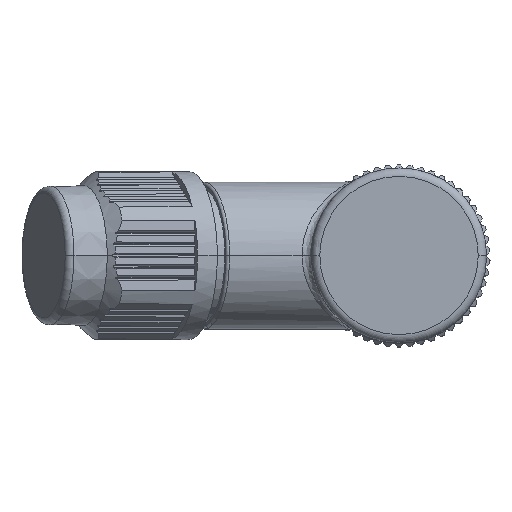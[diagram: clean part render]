
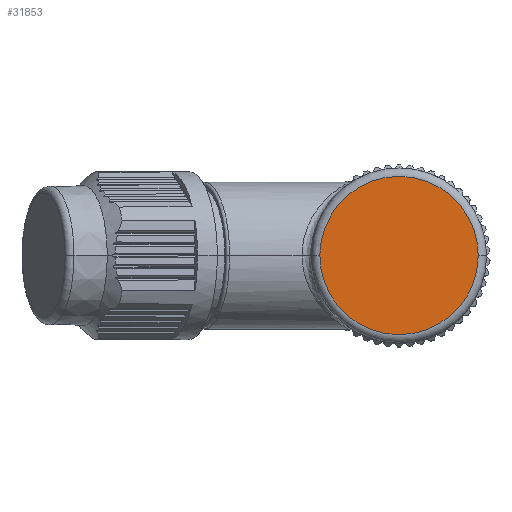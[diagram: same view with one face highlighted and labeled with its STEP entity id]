
A CAD part, top view. The second image highlights one B-rep face of the part: STEP entity #31853.
In plain terms, the highlighted planar face has unit normal (0, 0, 1).
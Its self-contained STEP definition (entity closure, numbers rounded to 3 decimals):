
#12414=CARTESIAN_POINT('',(0.,0.,25.6));
#12415=DIRECTION('',(0.,0.,1.));
#12416=DIRECTION('',(-1.,0.017,0.));
#12417=AXIS2_PLACEMENT_3D('',#12414,#12415,#12416);
#12434=CARTESIAN_POINT('',(0.,0.,25.6));
#12435=DIRECTION('',(0.,0.,-1.));
#12436=DIRECTION('',(1.,-0.017,0.));
#12437=AXIS2_PLACEMENT_3D('',#12434,#12435,#12436);
#12439=CARTESIAN_POINT('',(0.,0.,25.6));
#12440=DIRECTION('',(0.,0.,-1.));
#12441=DIRECTION('',(-1.,0.017,0.));
#12442=AXIS2_PLACEMENT_3D('',#12439,#12440,#12441);
#12444=CARTESIAN_POINT('',(0.,0.,25.6));
#12445=DIRECTION('',(0.,0.,1.));
#12446=DIRECTION('',(1.,-0.017,0.));
#12447=AXIS2_PLACEMENT_3D('',#12444,#12445,#12446);
#19151=CARTESIAN_POINT('',(-5.649,0.095,25.6));
#19152=CARTESIAN_POINT('',(5.65,0.,25.6));
#19153=VERTEX_POINT('',#19151);
#19154=VERTEX_POINT('',#19152);
#19155=CARTESIAN_POINT('',(-5.65,0.,25.6));
#19156=VERTEX_POINT('',#19155);
#19157=CARTESIAN_POINT('',(5.649,-0.095,25.6));
#19158=VERTEX_POINT('',#19157);
#31840=CARTESIAN_POINT('',(0.,0.,25.6));
#31841=DIRECTION('',(0.,0.,1.));
#31842=DIRECTION('',(-1.,0.,0.));
#31843=AXIS2_PLACEMENT_3D('',#31840,#31841,#31842);
#31844=PLANE('',#31843);
#31846=ORIENTED_EDGE('',*,*,#31845,.F.);
#31848=ORIENTED_EDGE('',*,*,#31847,.T.);
#31849=ORIENTED_EDGE('',*,*,#31829,.F.);
#31850=ORIENTED_EDGE('',*,*,#31827,.T.);
#31851=EDGE_LOOP('',(#31846,#31848,#31849,#31850));
#31852=FACE_OUTER_BOUND('',#31851,.F.);
#31853=ADVANCED_FACE('',(#31852),#31844,.T.);
#12418=CIRCLE('',#12417,5.65);
#12438=CIRCLE('',#12437,5.65);
#12443=CIRCLE('',#12442,5.65);
#12448=CIRCLE('',#12447,5.65);
#31827=EDGE_CURVE('',#19153,#19154,#12443,.T.);
#31829=EDGE_CURVE('',#19153,#19156,#12418,.T.);
#31845=EDGE_CURVE('',#19158,#19154,#12448,.T.);
#31847=EDGE_CURVE('',#19158,#19156,#12438,.T.);
